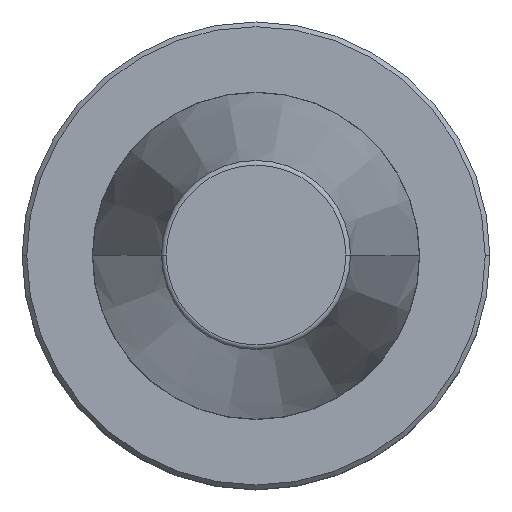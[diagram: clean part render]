
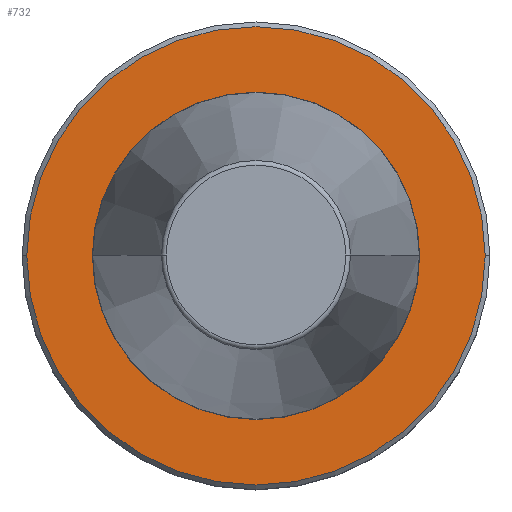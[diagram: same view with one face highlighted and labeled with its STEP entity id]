
A CAD part, top view. The second image highlights one B-rep face of the part: STEP entity #732.
In plain terms, the highlighted planar face has unit normal (0, 0, 1).
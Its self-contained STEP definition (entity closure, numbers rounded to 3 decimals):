
#46 = CIRCLE ( 'NONE', #170, 49. ) ;
#74 = DIRECTION ( 'NONE',  ( 0., 0., 1. ) ) ;
#85 = VERTEX_POINT ( 'NONE', #225 ) ;
#105 = AXIS2_PLACEMENT_3D ( 'NONE', #413, #962, #505 ) ;
#115 = CARTESIAN_POINT ( 'NONE',  ( 0., 0., -3. ) ) ;
#162 = VERTEX_POINT ( 'NONE', #608 ) ;
#166 = EDGE_LOOP ( 'NONE', ( #728, #213 ) ) ;
#170 = AXIS2_PLACEMENT_3D ( 'NONE', #553, #74, #629 ) ;
#184 = AXIS2_PLACEMENT_3D ( 'NONE', #670, #200, #742 ) ;
#195 = DIRECTION ( 'NONE',  ( 1., 0., 0. ) ) ;
#200 = DIRECTION ( 'NONE',  ( 0., 0., 1. ) ) ;
#213 = ORIENTED_EDGE ( 'NONE', *, *, #762, .F. ) ;
#225 = CARTESIAN_POINT ( 'NONE',  ( 49., 0., -3. ) ) ;
#263 = AXIS2_PLACEMENT_3D ( 'NONE', #730, #267, #809 ) ;
#267 = DIRECTION ( 'NONE',  ( 0., 0., 1. ) ) ;
#309 = VERTEX_POINT ( 'NONE', #801 ) ;
#311 = CIRCLE ( 'NONE', #263, 35. ) ;
#335 = PLANE ( 'NONE',  #105 ) ;
#342 = CIRCLE ( 'NONE', #459, 35. ) ;
#361 = EDGE_CURVE ( 'NONE', #85, #663, #46, .T. ) ;
#379 = ORIENTED_EDGE ( 'NONE', *, *, #700, .T. ) ;
#413 = CARTESIAN_POINT ( 'NONE',  ( 0., 49., -3. ) ) ;
#459 = AXIS2_PLACEMENT_3D ( 'NONE', #115, #667, #195 ) ;
#505 = DIRECTION ( 'NONE',  ( -1., 0., 0. ) ) ;
#553 = CARTESIAN_POINT ( 'NONE',  ( 0., 0., -3. ) ) ;
#604 = CARTESIAN_POINT ( 'NONE',  ( -49., 0., -3. ) ) ;
#608 = CARTESIAN_POINT ( 'NONE',  ( 35., 0., -3. ) ) ;
#615 = FACE_OUTER_BOUND ( 'NONE', #828, .T. ) ;
#629 = DIRECTION ( 'NONE',  ( 1., 0., 0. ) ) ;
#663 = VERTEX_POINT ( 'NONE', #604 ) ;
#667 = DIRECTION ( 'NONE',  ( 0., 0., 1. ) ) ;
#670 = CARTESIAN_POINT ( 'NONE',  ( 0., 0., -3. ) ) ;
#679 = EDGE_CURVE ( 'NONE', #162, #309, #342, .T. ) ;
#700 = EDGE_CURVE ( 'NONE', #663, #85, #763, .T. ) ;
#728 = ORIENTED_EDGE ( 'NONE', *, *, #679, .F. ) ;
#730 = CARTESIAN_POINT ( 'NONE',  ( 0., 0., -3. ) ) ;
#732 = ADVANCED_FACE ( 'NONE', ( #794, #615 ), #335, .F. ) ;
#742 = DIRECTION ( 'NONE',  ( 1., 0., 0. ) ) ;
#762 = EDGE_CURVE ( 'NONE', #309, #162, #311, .T. ) ;
#763 = CIRCLE ( 'NONE', #184, 49. ) ;
#794 = FACE_BOUND ( 'NONE', #166, .T. ) ;
#801 = CARTESIAN_POINT ( 'NONE',  ( -35., 0., -3. ) ) ;
#809 = DIRECTION ( 'NONE',  ( 1., 0., 0. ) ) ;
#828 = EDGE_LOOP ( 'NONE', ( #379, #950 ) ) ;
#950 = ORIENTED_EDGE ( 'NONE', *, *, #361, .T. ) ;
#962 = DIRECTION ( 'NONE',  ( 0., 0., -1. ) ) ;
